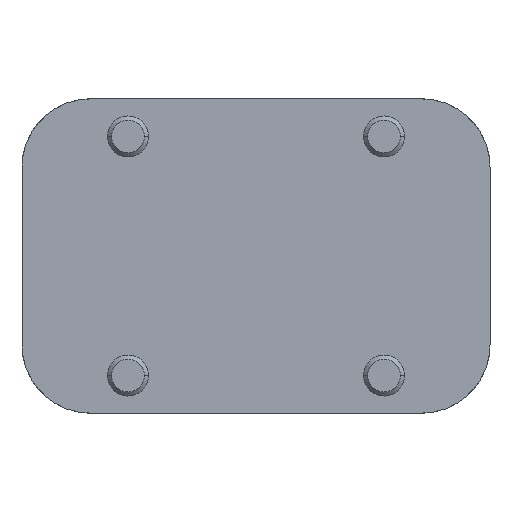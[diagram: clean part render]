
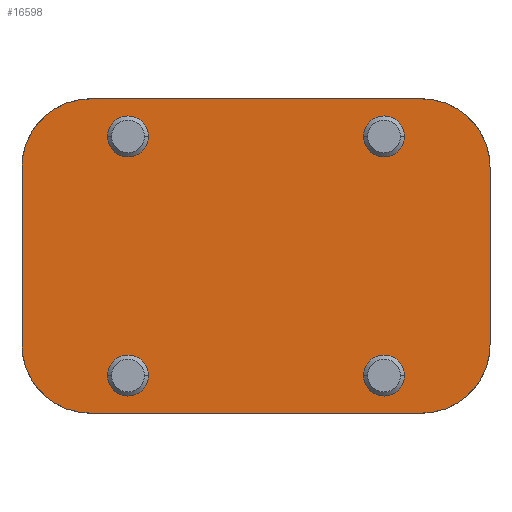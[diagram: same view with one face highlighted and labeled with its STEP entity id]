
A CAD part, front view. The second image highlights one B-rep face of the part: STEP entity #16598.
In plain terms, the highlighted planar face has unit normal (0, -1, 0).
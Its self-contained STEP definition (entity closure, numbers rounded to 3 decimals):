
#130=CARTESIAN_POINT('',(48.5,-40.,26.));
#131=DIRECTION('',(0.,-1.,0.));
#132=DIRECTION('',(1.,0.,0.));
#133=AXIS2_PLACEMENT_3D('',#130,#131,#132);
#135=CARTESIAN_POINT('',(48.5,-40.,-26.));
#136=DIRECTION('',(0.,-1.,0.));
#137=DIRECTION('',(0.,0.,-1.));
#138=AXIS2_PLACEMENT_3D('',#135,#136,#137);
#140=DIRECTION('',(1.,0.,0.));
#141=VECTOR('',#140,97.);
#142=CARTESIAN_POINT('',(-48.5,-40.,-46.));
#143=LINE('',#142,#141);
#144=CARTESIAN_POINT('',(-48.5,-40.,-26.));
#145=DIRECTION('',(0.,-1.,0.));
#146=DIRECTION('',(-1.,0.,0.));
#147=AXIS2_PLACEMENT_3D('',#144,#145,#146);
#149=CARTESIAN_POINT('',(-48.5,-40.,26.));
#150=DIRECTION('',(0.,-1.,0.));
#151=DIRECTION('',(0.,0.,1.));
#152=AXIS2_PLACEMENT_3D('',#149,#150,#151);
#154=DIRECTION('',(1.,0.,0.));
#155=VECTOR('',#154,97.);
#156=CARTESIAN_POINT('',(-48.5,-40.,46.));
#157=LINE('',#156,#155);
#158=CARTESIAN_POINT('',(37.5,-40.,35.));
#159=DIRECTION('',(0.,1.,0.));
#160=DIRECTION('',(-1.,0.,0.));
#161=AXIS2_PLACEMENT_3D('',#158,#159,#160);
#163=CARTESIAN_POINT('',(37.5,-40.,35.));
#164=DIRECTION('',(0.,1.,0.));
#165=DIRECTION('',(1.,0.,0.));
#166=AXIS2_PLACEMENT_3D('',#163,#164,#165);
#168=CARTESIAN_POINT('',(-37.5,-40.,35.));
#169=DIRECTION('',(0.,-1.,0.));
#170=DIRECTION('',(1.,0.,0.));
#171=AXIS2_PLACEMENT_3D('',#168,#169,#170);
#173=CARTESIAN_POINT('',(-37.5,-40.,35.));
#174=DIRECTION('',(0.,-1.,0.));
#175=DIRECTION('',(-1.,0.,0.));
#176=AXIS2_PLACEMENT_3D('',#173,#174,#175);
#178=CARTESIAN_POINT('',(37.5,-40.,-35.));
#179=DIRECTION('',(0.,-1.,0.));
#180=DIRECTION('',(-1.,0.,0.));
#181=AXIS2_PLACEMENT_3D('',#178,#179,#180);
#183=CARTESIAN_POINT('',(37.5,-40.,-35.));
#184=DIRECTION('',(0.,-1.,0.));
#185=DIRECTION('',(1.,0.,0.));
#186=AXIS2_PLACEMENT_3D('',#183,#184,#185);
#188=CARTESIAN_POINT('',(-37.5,-40.,-35.));
#189=DIRECTION('',(0.,1.,0.));
#190=DIRECTION('',(1.,0.,0.));
#191=AXIS2_PLACEMENT_3D('',#188,#189,#190);
#193=CARTESIAN_POINT('',(-37.5,-40.,-35.));
#194=DIRECTION('',(0.,1.,0.));
#195=DIRECTION('',(-1.,0.,0.));
#196=AXIS2_PLACEMENT_3D('',#193,#194,#195);
#2559=DIRECTION('',(0.,0.,-1.));
#2560=VECTOR('',#2559,52.);
#2561=CARTESIAN_POINT('',(-68.5,-40.,26.));
#2562=LINE('',#2561,#2560);
#4106=DIRECTION('',(0.,0.,1.));
#4107=VECTOR('',#4106,52.);
#4108=CARTESIAN_POINT('',(68.5,-40.,-26.));
#4109=LINE('',#4108,#4107);
#13437=CARTESIAN_POINT('',(31.5,-40.,35.));
#13438=CARTESIAN_POINT('',(43.5,-40.,35.));
#13439=VERTEX_POINT('',#13437);
#13440=VERTEX_POINT('',#13438);
#13449=CARTESIAN_POINT('',(-31.5,-40.,35.));
#13450=CARTESIAN_POINT('',(-43.5,-40.,35.));
#13451=VERTEX_POINT('',#13449);
#13452=VERTEX_POINT('',#13450);
#13461=CARTESIAN_POINT('',(31.5,-40.,-35.));
#13462=CARTESIAN_POINT('',(43.5,-40.,-35.));
#13463=VERTEX_POINT('',#13461);
#13464=VERTEX_POINT('',#13462);
#13473=CARTESIAN_POINT('',(-31.5,-40.,-35.));
#13474=CARTESIAN_POINT('',(-43.5,-40.,-35.));
#13475=VERTEX_POINT('',#13473);
#13476=VERTEX_POINT('',#13474);
#15853=CARTESIAN_POINT('',(68.5,-40.,26.));
#15855=VERTEX_POINT('',#15853);
#15857=CARTESIAN_POINT('',(48.5,-40.,46.));
#15858=VERTEX_POINT('',#15857);
#15859=CARTESIAN_POINT('',(48.5,-40.,-46.));
#15860=CARTESIAN_POINT('',(68.5,-40.,-26.));
#15861=VERTEX_POINT('',#15859);
#15862=VERTEX_POINT('',#15860);
#15865=CARTESIAN_POINT('',(-48.5,-40.,46.));
#15866=CARTESIAN_POINT('',(-68.5,-40.,26.));
#15867=VERTEX_POINT('',#15865);
#15868=VERTEX_POINT('',#15866);
#15871=CARTESIAN_POINT('',(-68.5,-40.,-26.));
#15873=VERTEX_POINT('',#15871);
#15875=CARTESIAN_POINT('',(-48.5,-40.,-46.));
#15876=VERTEX_POINT('',#15875);
#16553=CARTESIAN_POINT('',(0.,-40.,0.));
#16554=DIRECTION('',(0.,-1.,0.));
#16555=DIRECTION('',(1.,0.,0.));
#16556=AXIS2_PLACEMENT_3D('',#16553,#16554,#16555);
#16557=PLANE('',#16556);
#16559=ORIENTED_EDGE('',*,*,#16558,.F.);
#16561=ORIENTED_EDGE('',*,*,#16560,.F.);
#16563=ORIENTED_EDGE('',*,*,#16562,.F.);
#16565=ORIENTED_EDGE('',*,*,#16564,.F.);
#16567=ORIENTED_EDGE('',*,*,#16566,.F.);
#16569=ORIENTED_EDGE('',*,*,#16568,.F.);
#16570=ORIENTED_EDGE('',*,*,#16542,.F.);
#16571=ORIENTED_EDGE('',*,*,#16418,.T.);
#16572=EDGE_LOOP('',(#16559,#16561,#16563,#16565,#16567,#16569,#16570,#16571));
#16573=FACE_OUTER_BOUND('',#16572,.F.);
#16575=ORIENTED_EDGE('',*,*,#16574,.F.);
#16577=ORIENTED_EDGE('',*,*,#16576,.F.);
#16578=EDGE_LOOP('',(#16575,#16577));
#16579=FACE_BOUND('',#16578,.F.);
#16581=ORIENTED_EDGE('',*,*,#16580,.T.);
#16583=ORIENTED_EDGE('',*,*,#16582,.T.);
#16584=EDGE_LOOP('',(#16581,#16583));
#16585=FACE_BOUND('',#16584,.F.);
#16587=ORIENTED_EDGE('',*,*,#16586,.T.);
#16589=ORIENTED_EDGE('',*,*,#16588,.T.);
#16590=EDGE_LOOP('',(#16587,#16589));
#16591=FACE_BOUND('',#16590,.F.);
#16593=ORIENTED_EDGE('',*,*,#16592,.F.);
#16595=ORIENTED_EDGE('',*,*,#16594,.F.);
#16596=EDGE_LOOP('',(#16593,#16595));
#16597=FACE_BOUND('',#16596,.F.);
#16598=ADVANCED_FACE('',(#16573,#16579,#16585,#16591,#16597),#16557,.T.);
#134=CIRCLE('',#133,20.);
#139=CIRCLE('',#138,20.);
#148=CIRCLE('',#147,20.);
#153=CIRCLE('',#152,20.);
#162=CIRCLE('',#161,6.);
#167=CIRCLE('',#166,6.);
#172=CIRCLE('',#171,6.);
#177=CIRCLE('',#176,6.);
#182=CIRCLE('',#181,6.);
#187=CIRCLE('',#186,6.);
#192=CIRCLE('',#191,6.);
#197=CIRCLE('',#196,6.);
#16418=EDGE_CURVE('',#15867,#15858,#157,.T.);
#16542=EDGE_CURVE('',#15867,#15868,#153,.T.);
#16558=EDGE_CURVE('',#15855,#15858,#134,.T.);
#16560=EDGE_CURVE('',#15862,#15855,#4109,.T.);
#16562=EDGE_CURVE('',#15861,#15862,#139,.T.);
#16564=EDGE_CURVE('',#15876,#15861,#143,.T.);
#16566=EDGE_CURVE('',#15873,#15876,#148,.T.);
#16568=EDGE_CURVE('',#15868,#15873,#2562,.T.);
#16574=EDGE_CURVE('',#13439,#13440,#162,.T.);
#16576=EDGE_CURVE('',#13440,#13439,#167,.T.);
#16580=EDGE_CURVE('',#13451,#13452,#172,.T.);
#16582=EDGE_CURVE('',#13452,#13451,#177,.T.);
#16586=EDGE_CURVE('',#13463,#13464,#182,.T.);
#16588=EDGE_CURVE('',#13464,#13463,#187,.T.);
#16592=EDGE_CURVE('',#13475,#13476,#192,.T.);
#16594=EDGE_CURVE('',#13476,#13475,#197,.T.);
